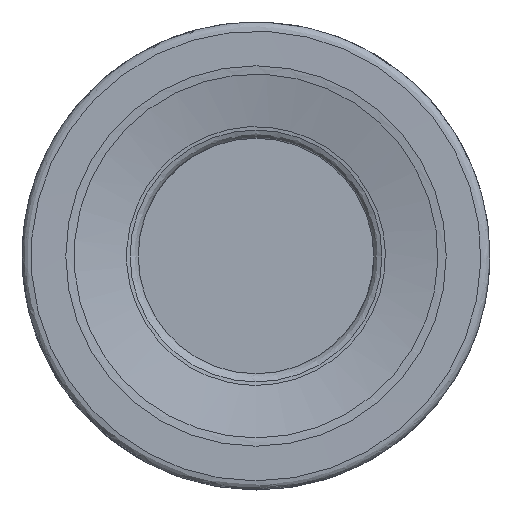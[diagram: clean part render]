
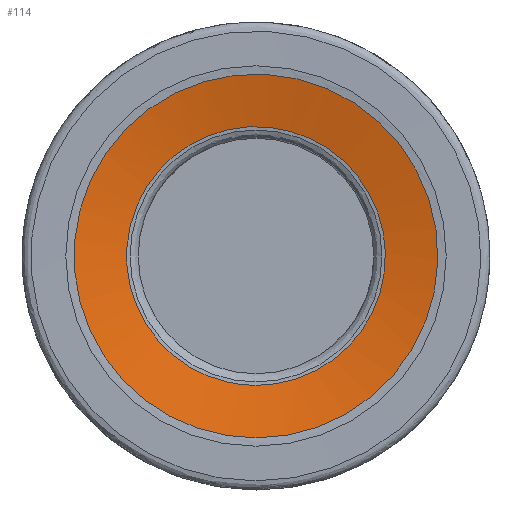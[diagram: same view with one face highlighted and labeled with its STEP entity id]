
A CAD part, front view. The second image highlights one B-rep face of the part: STEP entity #114.
In plain terms, the highlighted face is a revolution surface.
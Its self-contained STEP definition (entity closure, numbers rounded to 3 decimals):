
#114=ADVANCED_FACE('',(#213,#214),#163,.T.);
#163=SURFACE_OF_REVOLUTION('',#190,#176);
#176=AXIS1_PLACEMENT('',#993,#770);
#189=B_SPLINE_CURVE_WITH_KNOTS('',3,(#961,#962,#963,#964,#965,#966,#967,
#968,#969,#970,#971,#972,#973,#974,#975,#976,#977,#978),.UNSPECIFIED.,.T.,
 .F.,(2,2,2,2,2,2,2,2,2,2,2),(-0.125,0.,0.125,0.25,0.375,0.5,0.625,0.75,
0.875,1.,1.125),.UNSPECIFIED.);
#190=B_SPLINE_CURVE_WITH_KNOTS('',5,(#980,#981,#982,#983,#984,#985,#986,
#987,#988,#989,#990,#991,#992),.UNSPECIFIED.,.F.,.F.,(6,1,1,1,1,1,1,1,6),
(0.,0.08,0.293,0.533,0.746,
0.872,0.931,0.978,1.),.UNSPECIFIED.);
#213=FACE_BOUND('',#293,.T.);
#214=FACE_BOUND('',#294,.T.);
#293=EDGE_LOOP('',(#381));
#294=EDGE_LOOP('',(#382));
#381=ORIENTED_EDGE('',*,*,#562,.F.);
#382=ORIENTED_EDGE('',*,*,#561,.F.);
#505=VERTEX_POINT('',#953);
#506=VERTEX_POINT('',#979);
#561=EDGE_CURVE('',#505,#505,#624,.T.);
#562=EDGE_CURVE('',#506,#506,#189,.T.);
#624=CIRCLE('',#682,15.524);
#682=AXIS2_PLACEMENT_3D('',#952,#767,#768);
#767=DIRECTION('',(0.,1.,0.));
#768=DIRECTION('',(0.,0.,-1.));
#770=DIRECTION('',(0.,-1.,0.));
#952=CARTESIAN_POINT('',(-7.914,-8.891,-1.392));
#953=CARTESIAN_POINT('',(-7.914,-8.891,-16.917));
#961=CARTESIAN_POINT('',(-19.17,-7.93,0.526));
#962=CARTESIAN_POINT('',(-18.666,-7.93,-5.236));
#963=CARTESIAN_POINT('',(-17.229,-7.93,-7.995));
#964=CARTESIAN_POINT('',(-12.799,-7.93,-11.712));
#965=CARTESIAN_POINT('',(-9.832,-7.93,-12.648));
#966=CARTESIAN_POINT('',(-4.071,-7.93,-12.144));
#967=CARTESIAN_POINT('',(-1.312,-7.93,-10.707));
#968=CARTESIAN_POINT('',(2.406,-7.93,-6.277));
#969=CARTESIAN_POINT('',(3.341,-7.93,-3.31));
#970=CARTESIAN_POINT('',(2.837,-7.93,2.451));
#971=CARTESIAN_POINT('',(1.401,-7.93,5.21));
#972=CARTESIAN_POINT('',(-3.029,-7.93,8.928));
#973=CARTESIAN_POINT('',(-5.996,-7.93,9.863));
#974=CARTESIAN_POINT('',(-11.758,-7.93,9.359));
#975=CARTESIAN_POINT('',(-14.517,-7.93,7.923));
#976=CARTESIAN_POINT('',(-18.234,-7.93,3.492));
#977=CARTESIAN_POINT('',(-19.17,-7.93,0.526));
#978=CARTESIAN_POINT('',(-18.666,-7.93,-5.236));
#979=CARTESIAN_POINT('',(-18.918,-7.93,-2.355));
#980=CARTESIAN_POINT('',(-23.379,-8.891,-2.745));
#981=CARTESIAN_POINT('',(-23.308,-8.875,-2.739));
#982=CARTESIAN_POINT('',(-23.047,-8.817,-2.716));
#983=CARTESIAN_POINT('',(-22.571,-8.718,-2.675));
#984=CARTESIAN_POINT('',(-21.906,-8.568,-2.616));
#985=CARTESIAN_POINT('',(-21.128,-8.401,-2.548));
#986=CARTESIAN_POINT('',(-20.37,-8.23,-2.482));
#987=CARTESIAN_POINT('',(-19.76,-8.095,-2.429));
#988=CARTESIAN_POINT('',(-19.345,-7.999,-2.392));
#989=CARTESIAN_POINT('',(-19.116,-7.961,-2.372));
#990=CARTESIAN_POINT('',(-19.,-7.942,-2.362));
#991=CARTESIAN_POINT('',(-18.938,-7.933,-2.357));
#992=CARTESIAN_POINT('',(-18.918,-7.93,-2.355));
#993=CARTESIAN_POINT('',(-7.914,34.,-1.392));
